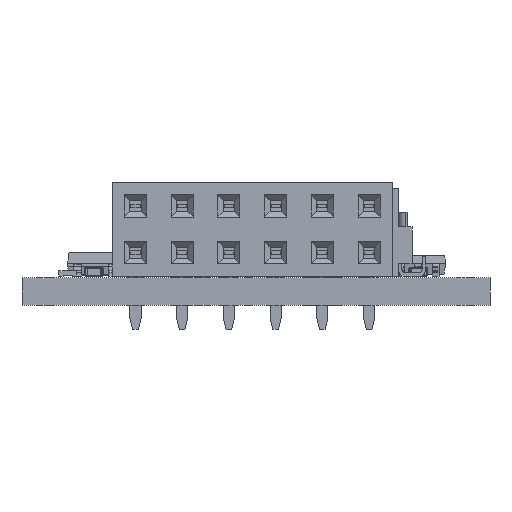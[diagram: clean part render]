
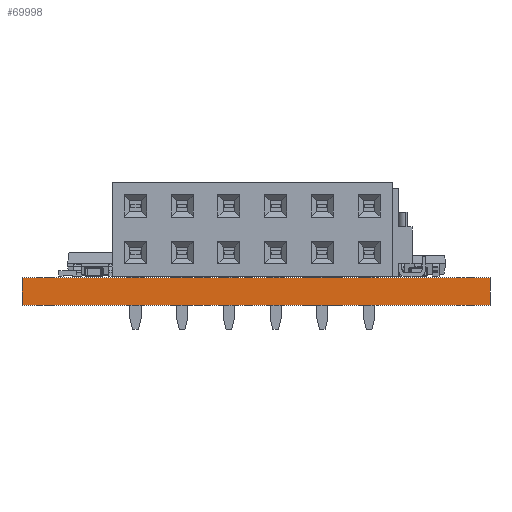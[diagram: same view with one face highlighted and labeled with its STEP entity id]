
A CAD part, front view. The second image highlights one B-rep face of the part: STEP entity #69998.
In plain terms, the highlighted planar face has unit normal (0, -1, 0).
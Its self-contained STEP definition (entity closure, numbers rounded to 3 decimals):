
#69998 = ADVANCED_FACE('',(#69999),#70033,.T.);
#69999 = FACE_BOUND('',#70000,.T.);
#70000 = EDGE_LOOP('',(#70001,#70011,#70019,#70027));
#70001 = ORIENTED_EDGE('',*,*,#70002,.T.);
#70002 = EDGE_CURVE('',#70003,#70005,#70007,.T.);
#70003 = VERTEX_POINT('',#70004);
#70004 = CARTESIAN_POINT('',(12.725,-29.275,0.));
#70005 = VERTEX_POINT('',#70006);
#70006 = CARTESIAN_POINT('',(12.725,-29.275,1.51));
#70007 = LINE('',#70008,#70009);
#70008 = CARTESIAN_POINT('',(12.725,-29.275,0.));
#70009 = VECTOR('',#70010,1.);
#70010 = DIRECTION('',(0.,0.,1.));
#70011 = ORIENTED_EDGE('',*,*,#70012,.T.);
#70012 = EDGE_CURVE('',#70005,#70013,#70015,.T.);
#70013 = VERTEX_POINT('',#70014);
#70014 = CARTESIAN_POINT('',(-12.725,-29.275,1.51));
#70015 = LINE('',#70016,#70017);
#70016 = CARTESIAN_POINT('',(12.725,-29.275,1.51));
#70017 = VECTOR('',#70018,1.);
#70018 = DIRECTION('',(-1.,0.,0.));
#70019 = ORIENTED_EDGE('',*,*,#70020,.F.);
#70020 = EDGE_CURVE('',#70021,#70013,#70023,.T.);
#70021 = VERTEX_POINT('',#70022);
#70022 = CARTESIAN_POINT('',(-12.725,-29.275,0.));
#70023 = LINE('',#70024,#70025);
#70024 = CARTESIAN_POINT('',(-12.725,-29.275,0.));
#70025 = VECTOR('',#70026,1.);
#70026 = DIRECTION('',(0.,0.,1.));
#70027 = ORIENTED_EDGE('',*,*,#70028,.F.);
#70028 = EDGE_CURVE('',#70003,#70021,#70029,.T.);
#70029 = LINE('',#70030,#70031);
#70030 = CARTESIAN_POINT('',(12.725,-29.275,0.));
#70031 = VECTOR('',#70032,1.);
#70032 = DIRECTION('',(-1.,0.,0.));
#70033 = PLANE('',#70034);
#70034 = AXIS2_PLACEMENT_3D('',#70035,#70036,#70037);
#70035 = CARTESIAN_POINT('',(12.725,-29.275,0.));
#70036 = DIRECTION('',(0.,-1.,0.));
#70037 = DIRECTION('',(-1.,0.,0.));
